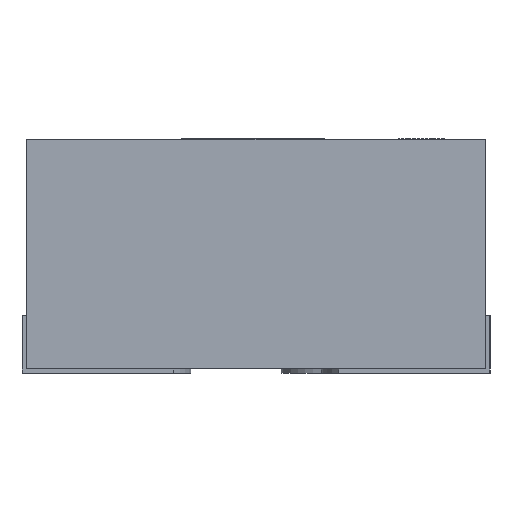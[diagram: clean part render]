
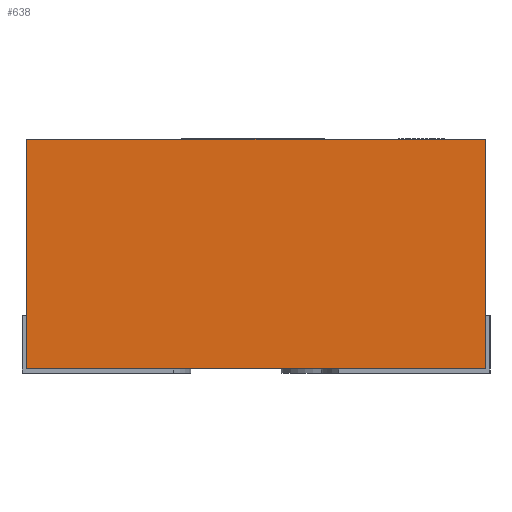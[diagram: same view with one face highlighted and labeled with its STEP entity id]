
A CAD part, left-side view. The second image highlights one B-rep face of the part: STEP entity #638.
In plain terms, the highlighted planar face has unit normal (-1, 0, 0).
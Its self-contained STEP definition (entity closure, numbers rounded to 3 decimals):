
#375 = EDGE_CURVE('',#376,#378,#380,.T.);
#376 = VERTEX_POINT('',#377);
#377 = CARTESIAN_POINT('',(-1.25,0.5,0.01));
#378 = VERTEX_POINT('',#379);
#379 = CARTESIAN_POINT('',(-1.25,0.5,0.51));
#380 = SURFACE_CURVE('',#381,(#385,#397),.PCURVE_S1.);
#381 = LINE('',#382,#383);
#382 = CARTESIAN_POINT('',(-1.25,0.5,0.01));
#383 = VECTOR('',#384,1.);
#384 = DIRECTION('',(0.,0.,1.));
#385 = PCURVE('',#386,#391);
#386 = PLANE('',#387);
#387 = AXIS2_PLACEMENT_3D('',#388,#389,#390);
#388 = CARTESIAN_POINT('',(-1.25,0.5,0.01));
#389 = DIRECTION('',(0.,1.,0.));
#390 = DIRECTION('',(1.,0.,0.));
#391 = DEFINITIONAL_REPRESENTATION('',(#392),#396);
#392 = LINE('',#393,#394);
#393 = CARTESIAN_POINT('',(0.,0.));
#394 = VECTOR('',#395,1.);
#395 = DIRECTION('',(0.,-1.));
#396 = ( GEOMETRIC_REPRESENTATION_CONTEXT(2) 
PARAMETRIC_REPRESENTATION_CONTEXT() REPRESENTATION_CONTEXT('2D SPACE',''
  ) );
#397 = PCURVE('',#398,#403);
#398 = PLANE('',#399);
#399 = AXIS2_PLACEMENT_3D('',#400,#401,#402);
#400 = CARTESIAN_POINT('',(-1.25,-0.5,0.01));
#401 = DIRECTION('',(-1.,0.,0.));
#402 = DIRECTION('',(0.,1.,0.));
#403 = DEFINITIONAL_REPRESENTATION('',(#404),#408);
#404 = LINE('',#405,#406);
#405 = CARTESIAN_POINT('',(1.,0.));
#406 = VECTOR('',#407,1.);
#407 = DIRECTION('',(0.,-1.));
#408 = ( GEOMETRIC_REPRESENTATION_CONTEXT(2) 
PARAMETRIC_REPRESENTATION_CONTEXT() REPRESENTATION_CONTEXT('2D SPACE',''
  ) );
#426 = PLANE('',#427);
#427 = AXIS2_PLACEMENT_3D('',#428,#429,#430);
#428 = CARTESIAN_POINT('',(0.,0.,0.51));
#429 = DIRECTION('',(0.,0.,-1.));
#430 = DIRECTION('',(-1.,0.,0.));
#480 = PLANE('',#481);
#481 = AXIS2_PLACEMENT_3D('',#482,#483,#484);
#482 = CARTESIAN_POINT('',(0.,0.,0.01));
#483 = DIRECTION('',(0.,0.,-1.));
#484 = DIRECTION('',(-1.,0.,0.));
#535 = PLANE('',#536);
#536 = AXIS2_PLACEMENT_3D('',#537,#538,#539);
#537 = CARTESIAN_POINT('',(1.25,-0.5,0.01));
#538 = DIRECTION('',(0.,-1.,0.));
#539 = DIRECTION('',(-1.,0.,0.));
#573 = VERTEX_POINT('',#574);
#574 = CARTESIAN_POINT('',(-1.25,-0.5,0.51));
#595 = EDGE_CURVE('',#596,#573,#598,.T.);
#596 = VERTEX_POINT('',#597);
#597 = CARTESIAN_POINT('',(-1.25,-0.5,0.01));
#598 = SURFACE_CURVE('',#599,(#603,#610),.PCURVE_S1.);
#599 = LINE('',#600,#601);
#600 = CARTESIAN_POINT('',(-1.25,-0.5,0.01));
#601 = VECTOR('',#602,1.);
#602 = DIRECTION('',(0.,0.,1.));
#603 = PCURVE('',#535,#604);
#604 = DEFINITIONAL_REPRESENTATION('',(#605),#609);
#605 = LINE('',#606,#607);
#606 = CARTESIAN_POINT('',(2.5,0.));
#607 = VECTOR('',#608,1.);
#608 = DIRECTION('',(0.,-1.));
#609 = ( GEOMETRIC_REPRESENTATION_CONTEXT(2) 
PARAMETRIC_REPRESENTATION_CONTEXT() REPRESENTATION_CONTEXT('2D SPACE',''
  ) );
#610 = PCURVE('',#398,#611);
#611 = DEFINITIONAL_REPRESENTATION('',(#612),#616);
#612 = LINE('',#613,#614);
#613 = CARTESIAN_POINT('',(0.,0.));
#614 = VECTOR('',#615,1.);
#615 = DIRECTION('',(0.,-1.));
#616 = ( GEOMETRIC_REPRESENTATION_CONTEXT(2) 
PARAMETRIC_REPRESENTATION_CONTEXT() REPRESENTATION_CONTEXT('2D SPACE',''
  ) );
#638 = ADVANCED_FACE('',(#639),#398,.T.);
#639 = FACE_BOUND('',#640,.T.);
#640 = EDGE_LOOP('',(#641,#642,#663,#664));
#641 = ORIENTED_EDGE('',*,*,#595,.T.);
#642 = ORIENTED_EDGE('',*,*,#643,.T.);
#643 = EDGE_CURVE('',#573,#378,#644,.T.);
#644 = SURFACE_CURVE('',#645,(#649,#656),.PCURVE_S1.);
#645 = LINE('',#646,#647);
#646 = CARTESIAN_POINT('',(-1.25,-0.5,0.51));
#647 = VECTOR('',#648,1.);
#648 = DIRECTION('',(0.,1.,0.));
#649 = PCURVE('',#398,#650);
#650 = DEFINITIONAL_REPRESENTATION('',(#651),#655);
#651 = LINE('',#652,#653);
#652 = CARTESIAN_POINT('',(0.,-0.5));
#653 = VECTOR('',#654,1.);
#654 = DIRECTION('',(1.,0.));
#655 = ( GEOMETRIC_REPRESENTATION_CONTEXT(2) 
PARAMETRIC_REPRESENTATION_CONTEXT() REPRESENTATION_CONTEXT('2D SPACE',''
  ) );
#656 = PCURVE('',#426,#657);
#657 = DEFINITIONAL_REPRESENTATION('',(#658),#662);
#658 = LINE('',#659,#660);
#659 = CARTESIAN_POINT('',(1.25,-0.5));
#660 = VECTOR('',#661,1.);
#661 = DIRECTION('',(0.,1.));
#662 = ( GEOMETRIC_REPRESENTATION_CONTEXT(2) 
PARAMETRIC_REPRESENTATION_CONTEXT() REPRESENTATION_CONTEXT('2D SPACE',''
  ) );
#663 = ORIENTED_EDGE('',*,*,#375,.F.);
#664 = ORIENTED_EDGE('',*,*,#665,.F.);
#665 = EDGE_CURVE('',#596,#376,#666,.T.);
#666 = SURFACE_CURVE('',#667,(#671,#678),.PCURVE_S1.);
#667 = LINE('',#668,#669);
#668 = CARTESIAN_POINT('',(-1.25,-0.5,0.01));
#669 = VECTOR('',#670,1.);
#670 = DIRECTION('',(0.,1.,0.));
#671 = PCURVE('',#398,#672);
#672 = DEFINITIONAL_REPRESENTATION('',(#673),#677);
#673 = LINE('',#674,#675);
#674 = CARTESIAN_POINT('',(0.,0.));
#675 = VECTOR('',#676,1.);
#676 = DIRECTION('',(1.,0.));
#677 = ( GEOMETRIC_REPRESENTATION_CONTEXT(2) 
PARAMETRIC_REPRESENTATION_CONTEXT() REPRESENTATION_CONTEXT('2D SPACE',''
  ) );
#678 = PCURVE('',#480,#679);
#679 = DEFINITIONAL_REPRESENTATION('',(#680),#684);
#680 = LINE('',#681,#682);
#681 = CARTESIAN_POINT('',(1.25,-0.5));
#682 = VECTOR('',#683,1.);
#683 = DIRECTION('',(0.,1.));
#684 = ( GEOMETRIC_REPRESENTATION_CONTEXT(2) 
PARAMETRIC_REPRESENTATION_CONTEXT() REPRESENTATION_CONTEXT('2D SPACE',''
  ) );
